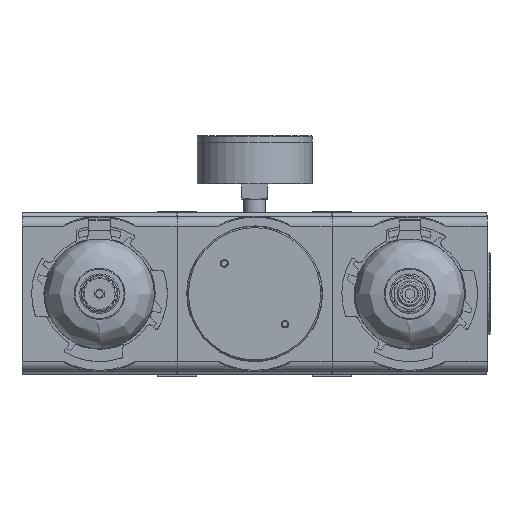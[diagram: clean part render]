
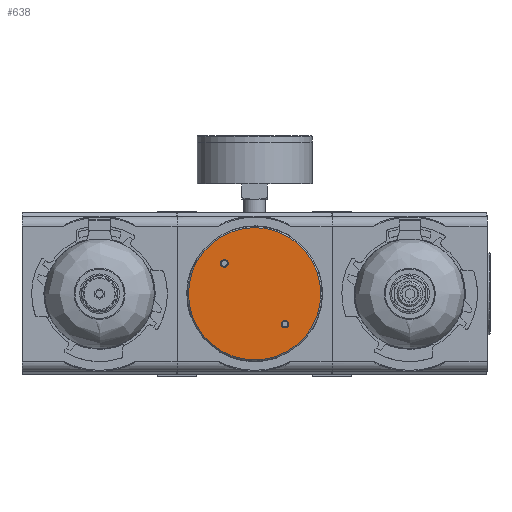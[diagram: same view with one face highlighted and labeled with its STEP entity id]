
A CAD part, front view. The second image highlights one B-rep face of the part: STEP entity #638.
In plain terms, the highlighted planar face has unit normal (0, -1, 0).
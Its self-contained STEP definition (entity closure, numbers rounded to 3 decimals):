
#638 = ADVANCED_FACE( '', ( #2191, #2192, #2193 ), #2194, .F. );
#2191 = FACE_BOUND( '', #5377, .T. );
#2192 = FACE_BOUND( '', #5378, .T. );
#2193 = FACE_OUTER_BOUND( '', #5379, .T. );
#2194 = PLANE( '', #5380 );
#5377 = EDGE_LOOP( '', ( #9011 ) );
#5378 = EDGE_LOOP( '', ( #9012 ) );
#5379 = EDGE_LOOP( '', ( #9013 ) );
#5380 = AXIS2_PLACEMENT_3D( '', #9014, #9015, #9016 );
#9011 = ORIENTED_EDGE( '', *, *, #20021, .F. );
#9012 = ORIENTED_EDGE( '', *, *, #20024, .F. );
#9013 = ORIENTED_EDGE( '', *, *, #20027, .T. );
#9014 = CARTESIAN_POINT( '', ( 36.25, -3., 0. ) );
#9015 = DIRECTION( '', ( 0., 1., 0. ) );
#9016 = DIRECTION( '', ( 0., 0., 1. ) );
#20021 = EDGE_CURVE( '', #23697, #23697, #23698, .T. );
#20024 = EDGE_CURVE( '', #23703, #23703, #23704, .T. );
#20027 = EDGE_CURVE( '', #23709, #23709, #23710, .T. );
#23697 = VERTEX_POINT( '', #29750 );
#23698 = CIRCLE( '', #29751, 2.1 );
#23703 = VERTEX_POINT( '', #29756 );
#23704 = CIRCLE( '', #29757, 2.1 );
#23709 = VERTEX_POINT( '', #29762 );
#23710 = CIRCLE( '', #29763, 36.25 );
#29750 = CARTESIAN_POINT( '', ( 16.617, -3., -18.717 ) );
#29751 = AXIS2_PLACEMENT_3D( '', #39183, #39184, #39185 );
#29756 = CARTESIAN_POINT( '', ( -16.617, -3., 14.517 ) );
#29757 = AXIS2_PLACEMENT_3D( '', #39192, #39193, #39194 );
#29762 = CARTESIAN_POINT( '', ( 0., -3., -36.25 ) );
#29763 = AXIS2_PLACEMENT_3D( '', #39201, #39202, #39203 );
#39183 = CARTESIAN_POINT( '', ( 16.617, -3., -16.617 ) );
#39184 = DIRECTION( '', ( 0., -1., 0. ) );
#39185 = DIRECTION( '', ( 0., 0., -1. ) );
#39192 = CARTESIAN_POINT( '', ( -16.617, -3., 16.617 ) );
#39193 = DIRECTION( '', ( 0., -1., 0. ) );
#39194 = DIRECTION( '', ( 0., 0., -1. ) );
#39201 = CARTESIAN_POINT( '', ( 0., -3., 0. ) );
#39202 = DIRECTION( '', ( 0., -1., 0. ) );
#39203 = DIRECTION( '', ( 0., 0., -1. ) );
